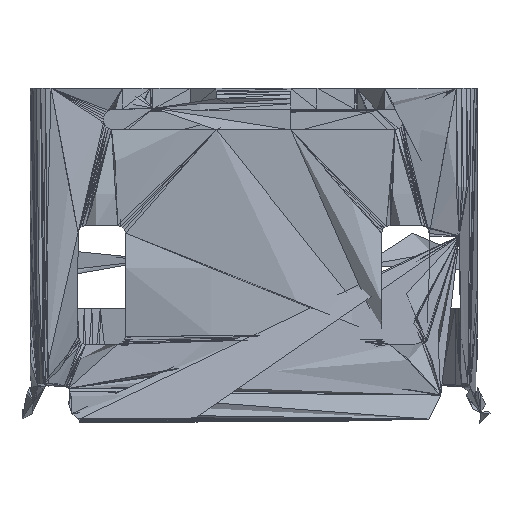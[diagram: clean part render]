
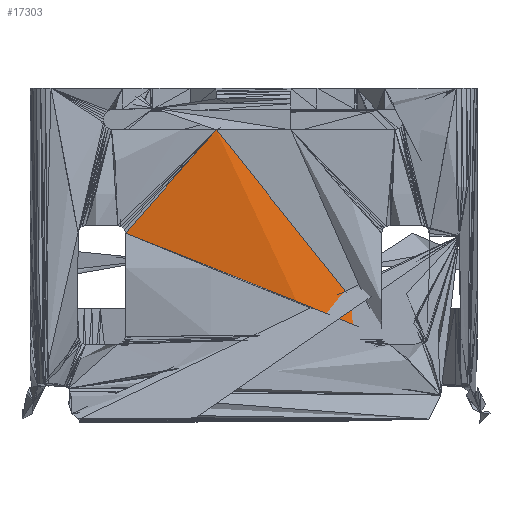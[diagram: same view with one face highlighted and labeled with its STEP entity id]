
A CAD part, front view. The second image highlights one B-rep face of the part: STEP entity #17303.
In plain terms, the highlighted planar face has unit normal (0, 1, 0).
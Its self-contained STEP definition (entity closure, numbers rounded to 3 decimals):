
#4482 = VERTEX_POINT('',#4483);
#4483 = CARTESIAN_POINT('',(-0.034,-0.397,
    0.076));
#9944 = VERTEX_POINT('',#9945);
#9945 = CARTESIAN_POINT('',(0.129,-0.386,
    -0.128));
#9968 = VERTEX_POINT('',#9969);
#9969 = CARTESIAN_POINT('',(-0.124,-0.39,
    -0.026));
#17213 = EDGE_CURVE('',#9944,#9968,#17214,.T.);
#17214 = LINE('',#17215,#17216);
#17215 = CARTESIAN_POINT('',(0.129,-0.397,
    -0.127));
#17216 = VECTOR('',#17217,1.);
#17217 = DIRECTION('',(-0.927,0.,0.375));
#17293 = EDGE_CURVE('',#9968,#4482,#17294,.T.);
#17294 = LINE('',#17295,#17296);
#17295 = CARTESIAN_POINT('',(-0.124,-0.397,
    -0.025));
#17296 = VECTOR('',#17297,1.);
#17297 = DIRECTION('',(0.666,0.,0.746));
#17303 = ADVANCED_FACE('',(#17304),#17314,.F.);
#17304 = FACE_BOUND('',#17305,.F.);
#17305 = EDGE_LOOP('',(#17306,#17312,#17313));
#17306 = ORIENTED_EDGE('',*,*,#17307,.T.);
#17307 = EDGE_CURVE('',#9944,#4482,#17308,.T.);
#17308 = LINE('',#17309,#17310);
#17309 = CARTESIAN_POINT('',(0.129,-0.397,
    -0.127));
#17310 = VECTOR('',#17311,1.);
#17311 = DIRECTION('',(-0.627,0.,0.779));
#17312 = ORIENTED_EDGE('',*,*,#17293,.F.);
#17313 = ORIENTED_EDGE('',*,*,#17213,.F.);
#17314 = PLANE('',#17315);
#17315 = AXIS2_PLACEMENT_3D('',#17316,#17317,#17318);
#17316 = CARTESIAN_POINT('',(0.004,-0.397,
    -0.036));
#17317 = DIRECTION('',(-0.,-1.,-0.));
#17318 = DIRECTION('',(0.,0.,-1.));
